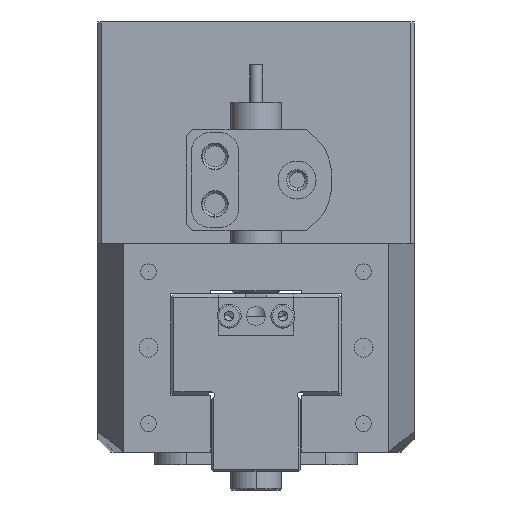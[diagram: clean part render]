
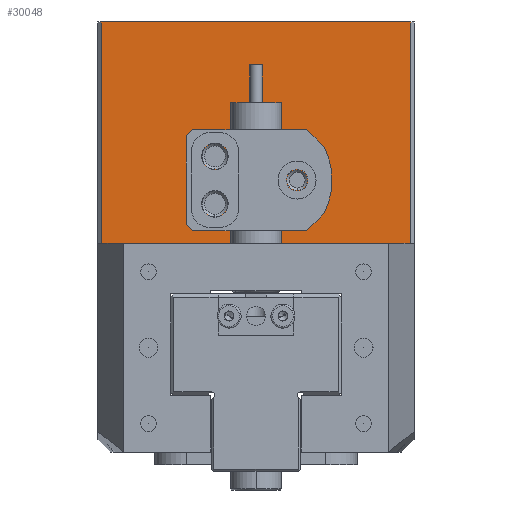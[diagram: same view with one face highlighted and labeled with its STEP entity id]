
A CAD part, left-side view. The second image highlights one B-rep face of the part: STEP entity #30048.
In plain terms, the highlighted planar face has unit normal (-1, 0, 0).
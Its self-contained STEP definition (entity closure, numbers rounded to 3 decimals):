
#194 = CARTESIAN_POINT ( 'NONE',  ( -51.408, 34.635, 93.148 ) ) ;
#969 = ORIENTED_EDGE ( 'NONE', *, *, #33040, .T. ) ;
#990 = CIRCLE ( 'NONE', #12166, 2.05 ) ;
#1083 = DIRECTION ( 'NONE',  ( 0., 0., -1. ) ) ;
#2322 = ORIENTED_EDGE ( 'NONE', *, *, #18337, .T. ) ;
#2661 = AXIS2_PLACEMENT_3D ( 'NONE', #24526, #3155, #33386 ) ;
#3155 = DIRECTION ( 'NONE',  ( 1., 0., 0. ) ) ;
#3429 = VERTEX_POINT ( 'NONE', #18133 ) ;
#3648 = AXIS2_PLACEMENT_3D ( 'NONE', #14991, #8980, #18283 ) ;
#3731 = EDGE_CURVE ( 'NONE', #14148, #10823, #37144, .T. ) ;
#5110 = CARTESIAN_POINT ( 'NONE',  ( -51.408, 34.635, 93.148 ) ) ;
#5620 = EDGE_CURVE ( 'NONE', #3429, #27002, #35110, .T. ) ;
#6568 = ORIENTED_EDGE ( 'NONE', *, *, #3731, .T. ) ;
#6644 = VERTEX_POINT ( 'NONE', #5110 ) ;
#6816 = CIRCLE ( 'NONE', #20819, 1.65 ) ;
#6926 = EDGE_CURVE ( 'NONE', #20838, #38438, #8732, .T. ) ;
#7118 = CARTESIAN_POINT ( 'NONE',  ( -51.408, 34.635, 128.148 ) ) ;
#7745 = EDGE_LOOP ( 'NONE', ( #12239, #6568 ) ) ;
#8110 = DIRECTION ( 'NONE',  ( 1., 0., 0. ) ) ;
#8323 = FACE_BOUND ( 'NONE', #20187, .T. ) ;
#8507 = CARTESIAN_POINT ( 'NONE',  ( -51.408, 16.635, 106.898 ) ) ;
#8732 = LINE ( 'NONE', #13675, #37914 ) ;
#8980 = DIRECTION ( 'NONE',  ( 1., 0., 0. ) ) ;
#9257 = CARTESIAN_POINT ( 'NONE',  ( -51.408, 16.635, 97.348 ) ) ;
#9435 = DIRECTION ( 'NONE',  ( 0., 0., -1. ) ) ;
#10823 = VERTEX_POINT ( 'NONE', #20384 ) ;
#11100 = LINE ( 'NONE', #28288, #14441 ) ;
#11340 = AXIS2_PLACEMENT_3D ( 'NONE', #24738, #18704, #18586 ) ;
#12039 = EDGE_LOOP ( 'NONE', ( #38009, #2322, #38922, #38507 ) ) ;
#12166 = AXIS2_PLACEMENT_3D ( 'NONE', #8507, #8110, #14397 ) ;
#12239 = ORIENTED_EDGE ( 'NONE', *, *, #33824, .T. ) ;
#13270 = CARTESIAN_POINT ( 'NONE',  ( -51.408, 3.635, 103.148 ) ) ;
#13675 = CARTESIAN_POINT ( 'NONE',  ( -51.408, 10.135, 128.148 ) ) ;
#14057 = CARTESIAN_POINT ( 'NONE',  ( -51.408, -14.365, 128.148 ) ) ;
#14148 = VERTEX_POINT ( 'NONE', #14978 ) ;
#14397 = DIRECTION ( 'NONE',  ( 0., 0., -1. ) ) ;
#14441 = VECTOR ( 'NONE', #34725, 1000. ) ;
#14978 = CARTESIAN_POINT ( 'NONE',  ( -51.408, 16.635, 104.848 ) ) ;
#14991 = CARTESIAN_POINT ( 'NONE',  ( -51.408, 16.635, 106.898 ) ) ;
#15006 = FACE_BOUND ( 'NONE', #7745, .T. ) ;
#16282 = DIRECTION ( 'NONE',  ( 1., 0., 0. ) ) ;
#16742 = LINE ( 'NONE', #31766, #29662 ) ;
#16898 = ORIENTED_EDGE ( 'NONE', *, *, #22241, .T. ) ;
#17322 = DIRECTION ( 'NONE',  ( 0., 0., -1. ) ) ;
#18133 = CARTESIAN_POINT ( 'NONE',  ( -51.408, 16.635, 101.448 ) ) ;
#18161 = CIRCLE ( 'NONE', #27007, 2.05 ) ;
#18283 = DIRECTION ( 'NONE',  ( 0., 0., -1. ) ) ;
#18337 = EDGE_CURVE ( 'NONE', #38438, #6644, #37211, .T. ) ;
#18586 = DIRECTION ( 'NONE',  ( 0., 0., -1. ) ) ;
#18704 = DIRECTION ( 'NONE',  ( 1., 0., 0. ) ) ;
#18783 = FACE_OUTER_BOUND ( 'NONE', #12039, .T. ) ;
#19362 = DIRECTION ( 'NONE',  ( 1., 0., 0. ) ) ;
#19752 = DIRECTION ( 'NONE',  ( 0., 1., 0. ) ) ;
#20032 = EDGE_LOOP ( 'NONE', ( #16898, #27388 ) ) ;
#20187 = EDGE_LOOP ( 'NONE', ( #32778, #969 ) ) ;
#20231 = CARTESIAN_POINT ( 'NONE',  ( -51.408, 16.635, 99.398 ) ) ;
#20384 = CARTESIAN_POINT ( 'NONE',  ( -51.408, 16.635, 108.948 ) ) ;
#20819 = AXIS2_PLACEMENT_3D ( 'NONE', #13270, #19362, #1083 ) ;
#20838 = VERTEX_POINT ( 'NONE', #14057 ) ;
#22122 = FACE_BOUND ( 'NONE', #20032, .T. ) ;
#22241 = EDGE_CURVE ( 'NONE', #37456, #33408, #6816, .T. ) ;
#24526 = CARTESIAN_POINT ( 'NONE',  ( -51.408, 16.635, 99.398 ) ) ;
#24738 = CARTESIAN_POINT ( 'NONE',  ( -51.408, -14.865, 93.148 ) ) ;
#25336 = DIRECTION ( 'NONE',  ( 0., 0., 1. ) ) ;
#25434 = EDGE_CURVE ( 'NONE', #33408, #37456, #28604, .T. ) ;
#27002 = VERTEX_POINT ( 'NONE', #9257 ) ;
#27007 = AXIS2_PLACEMENT_3D ( 'NONE', #20231, #39020, #17322 ) ;
#27251 = CARTESIAN_POINT ( 'NONE',  ( -51.408, 3.635, 104.798 ) ) ;
#27388 = ORIENTED_EDGE ( 'NONE', *, *, #25434, .T. ) ;
#28288 = CARTESIAN_POINT ( 'NONE',  ( -51.408, -14.865, 93.148 ) ) ;
#28604 = CIRCLE ( 'NONE', #36583, 1.65 ) ;
#29662 = VECTOR ( 'NONE', #25336, 1000. ) ;
#30023 = VECTOR ( 'NONE', #9435, 1000. ) ;
#30048 = ADVANCED_FACE ( 'NONE', ( #22122, #15006, #8323, #18783 ), #34246, .F. ) ;
#31766 = CARTESIAN_POINT ( 'NONE',  ( -51.408, -14.365, 128.148 ) ) ;
#32104 = CARTESIAN_POINT ( 'NONE',  ( -51.408, -14.365, 93.148 ) ) ;
#32778 = ORIENTED_EDGE ( 'NONE', *, *, #5620, .T. ) ;
#33040 = EDGE_CURVE ( 'NONE', #27002, #3429, #18161, .T. ) ;
#33281 = CARTESIAN_POINT ( 'NONE',  ( -51.408, 3.635, 101.498 ) ) ;
#33386 = DIRECTION ( 'NONE',  ( 0., 0., -1. ) ) ;
#33408 = VERTEX_POINT ( 'NONE', #33281 ) ;
#33544 = EDGE_CURVE ( 'NONE', #38595, #20838, #16742, .T. ) ;
#33824 = EDGE_CURVE ( 'NONE', #10823, #14148, #990, .T. ) ;
#34246 = PLANE ( 'NONE',  #11340 ) ;
#34592 = CARTESIAN_POINT ( 'NONE',  ( -51.408, 3.635, 103.148 ) ) ;
#34725 = DIRECTION ( 'NONE',  ( 0., 1., 0. ) ) ;
#35110 = CIRCLE ( 'NONE', #2661, 2.05 ) ;
#36583 = AXIS2_PLACEMENT_3D ( 'NONE', #34592, #16282, #37673 ) ;
#37144 = CIRCLE ( 'NONE', #3648, 2.05 ) ;
#37211 = LINE ( 'NONE', #194, #30023 ) ;
#37456 = VERTEX_POINT ( 'NONE', #27251 ) ;
#37596 = EDGE_CURVE ( 'NONE', #38595, #6644, #11100, .T. ) ;
#37673 = DIRECTION ( 'NONE',  ( 0., 0., -1. ) ) ;
#37914 = VECTOR ( 'NONE', #19752, 1000. ) ;
#38009 = ORIENTED_EDGE ( 'NONE', *, *, #6926, .T. ) ;
#38438 = VERTEX_POINT ( 'NONE', #7118 ) ;
#38507 = ORIENTED_EDGE ( 'NONE', *, *, #33544, .T. ) ;
#38595 = VERTEX_POINT ( 'NONE', #32104 ) ;
#38922 = ORIENTED_EDGE ( 'NONE', *, *, #37596, .F. ) ;
#39020 = DIRECTION ( 'NONE',  ( 1., 0., 0. ) ) ;
